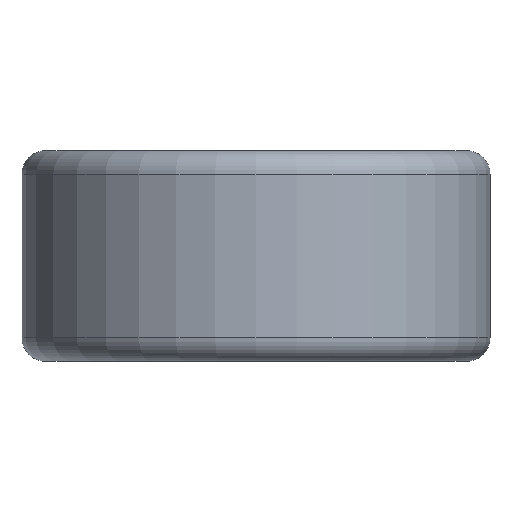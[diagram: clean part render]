
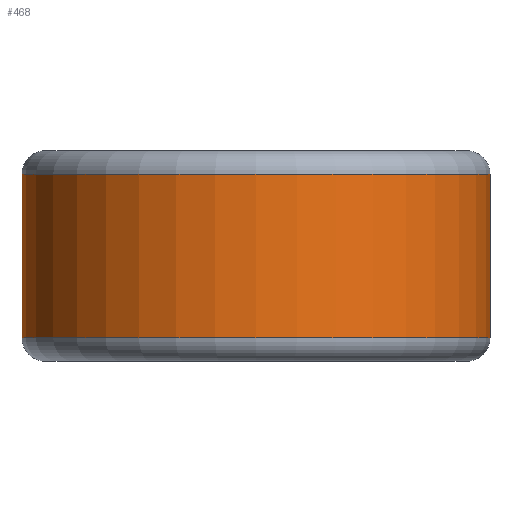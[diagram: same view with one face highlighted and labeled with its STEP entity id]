
A CAD part, front view. The second image highlights one B-rep face of the part: STEP entity #468.
In plain terms, the highlighted cylindrical face has radius 40 mm (diameter 80 mm), a partial arc.
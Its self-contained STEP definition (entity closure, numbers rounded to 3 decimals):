
#16 = VERTEX_POINT ( 'NONE', #107 ) ;
#68 = CARTESIAN_POINT ( 'NONE',  ( -40., 0., 0. ) ) ;
#91 = VECTOR ( 'NONE', #291, 1000. ) ;
#107 = CARTESIAN_POINT ( 'NONE',  ( 40., 0., 14. ) ) ;
#110 = AXIS2_PLACEMENT_3D ( 'NONE', #548, #142, #259 ) ;
#111 = DIRECTION ( 'NONE',  ( -1., 0., 0. ) ) ;
#142 = DIRECTION ( 'NONE',  ( 0., 0., -1. ) ) ;
#143 = DIRECTION ( 'NONE',  ( -1., 0., 0. ) ) ;
#151 = DIRECTION ( 'NONE',  ( 0., 0., -1. ) ) ;
#156 = VERTEX_POINT ( 'NONE', #342 ) ;
#181 = ORIENTED_EDGE ( 'NONE', *, *, #484, .F. ) ;
#205 = CARTESIAN_POINT ( 'NONE',  ( 40., 0., 0. ) ) ;
#214 = EDGE_CURVE ( 'NONE', #16, #629, #221, .T. ) ;
#221 = CIRCLE ( 'NONE', #613, 40. ) ;
#223 = LINE ( 'NONE', #68, #91 ) ;
#259 = DIRECTION ( 'NONE',  ( -1., 0., 0. ) ) ;
#263 = ORIENTED_EDGE ( 'NONE', *, *, #214, .T. ) ;
#291 = DIRECTION ( 'NONE',  ( 0., 0., -1. ) ) ;
#342 = CARTESIAN_POINT ( 'NONE',  ( 40., 0., -14. ) ) ;
#376 = ORIENTED_EDGE ( 'NONE', *, *, #438, .F. ) ;
#388 = ORIENTED_EDGE ( 'NONE', *, *, #606, .T. ) ;
#421 = CARTESIAN_POINT ( 'NONE',  ( -40., 0., -14. ) ) ;
#438 = EDGE_CURVE ( 'NONE', #16, #156, #690, .T. ) ;
#463 = CARTESIAN_POINT ( 'NONE',  ( -40., 0., 14. ) ) ;
#467 = CIRCLE ( 'NONE', #110, 40. ) ;
#468 = ADVANCED_FACE ( 'NONE', ( #711 ), #503, .T. ) ;
#477 = EDGE_LOOP ( 'NONE', ( #376, #263, #388, #181 ) ) ;
#484 = EDGE_CURVE ( 'NONE', #156, #510, #467, .T. ) ;
#503 = CYLINDRICAL_SURFACE ( 'NONE', #741, 40. ) ;
#510 = VERTEX_POINT ( 'NONE', #421 ) ;
#520 = DIRECTION ( 'NONE',  ( 0., 0., -1. ) ) ;
#536 = VECTOR ( 'NONE', #545, 1000. ) ;
#545 = DIRECTION ( 'NONE',  ( 0., 0., -1. ) ) ;
#548 = CARTESIAN_POINT ( 'NONE',  ( 0., 0., -14. ) ) ;
#568 = CARTESIAN_POINT ( 'NONE',  ( 0., 0., 14. ) ) ;
#606 = EDGE_CURVE ( 'NONE', #629, #510, #223, .T. ) ;
#613 = AXIS2_PLACEMENT_3D ( 'NONE', #568, #520, #111 ) ;
#629 = VERTEX_POINT ( 'NONE', #463 ) ;
#690 = LINE ( 'NONE', #205, #536 ) ;
#711 = FACE_OUTER_BOUND ( 'NONE', #477, .T. ) ;
#712 = CARTESIAN_POINT ( 'NONE',  ( 0., 0., 0. ) ) ;
#741 = AXIS2_PLACEMENT_3D ( 'NONE', #712, #151, #143 ) ;
